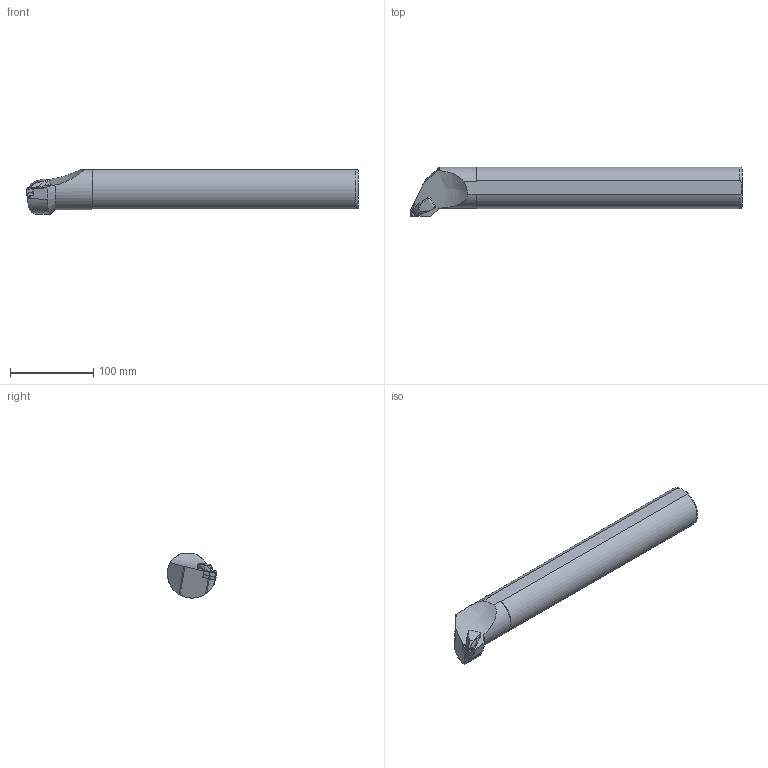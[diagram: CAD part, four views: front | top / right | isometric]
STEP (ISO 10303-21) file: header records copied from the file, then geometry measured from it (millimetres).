
FILE_DESCRIPTION(/* description */ (''),/* implementation_level */ '2;1');
FILE_NAME(/* name */ 'S50V-TWLNR-08.stp',/* time_stamp */ '2023-10-09T20:13:22+03:00',/* author */ (''),/* organization */ (''),/* preprocessor_version */ 'ST-DEVELOPER v19.4',/* originating_system */ 'SIEMENS PLM Software NX2306.3001',/* authorisation */ '');
FILE_SCHEMA (('AUTOMOTIVE_DESIGN { 1 0 10303 214 3 1 1 1 }'));
Length unit declared in the file: millimetre
Products named in the file (1): S50V-TWLNR-08
Bounding box: 400 x 59.99 x 53.17 mm (x, y, z)
Volume: 731014.8 mm3; surface area: 65670.9 mm2
Topology: 2 solids, 2 shells, 168 faces, 434 edges, 275 vertices
Faces by surface type: plane 74, cylinder 51, cone 24, bspline 14, torus 3, sphere 2
Full cylindrical faces by diameter (mm): 4.4 x1, 5.1 x1, 6.2 x1
Entity records: 6146 total; most frequent: CARTESIAN_POINT 1674, ORIENTED_EDGE 840, DIRECTION 831, EDGE_CURVE 420, AXIS2_PLACEMENT_3D 309, VERTEX_POINT 272, LINE 213, VECTOR 213
